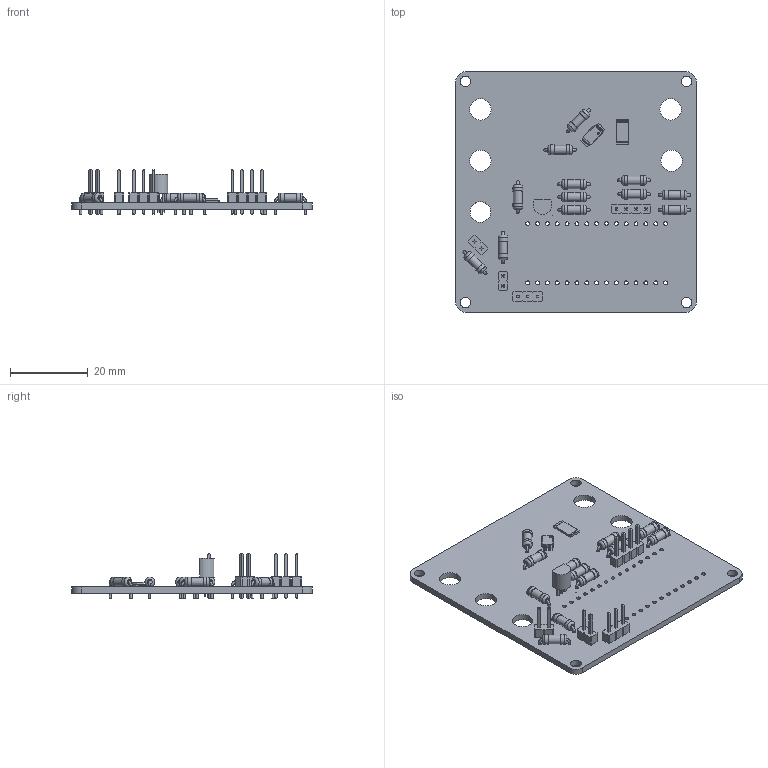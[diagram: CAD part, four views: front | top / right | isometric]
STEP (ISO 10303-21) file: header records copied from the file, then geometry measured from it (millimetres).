
FILE_DESCRIPTION(('KiCad electronic assembly'),'2;1');
FILE_NAME('Controller 1.2.step','2024-12-02T19:05:09',('Pcbnew'),( 'Kicad'),'Open CASCADE STEP processor 7.8','KiCad to STEP converter' ,'Unknown');
FILE_SCHEMA(('AUTOMOTIVE_DESIGN { 1 0 10303 214 1 1 1 1 }'));
Length unit declared in the file: millimetre
Products named in the file (16): Controller 1.2 1; R_2512_6332Metric; R_Axial_DIN0207_L6.3mm_D2.5mm_P7.62mm_Horizontal; R_Axial_DIN0207_L63mm_D25mm_P762mm_Horizontal; PinHeader_1x02_P2.54mm_Vertical; PinHeader_1x02_P254mm_Vertical; TO-92_Inline; TO-92_Inline_Narrow; PinHeader_1x04_P2.54mm_Vertical; PinHeader_1x04_P254mm_Vertical; PinHeader_1x03_P2.54mm_Vertical; PinHeader_1x03_P254mm_Vertical; TSSOP-8_4.4x3mm_P0.65mm; TSSOP_8_44x3mm_P065mm; Controller 1.2_PCB
Assembly tree (27 placements, depth 3):
  Controller 1.2 1
    R_2512_6332Metric
      R_2512_6332Metric
    R_Axial_DIN0207_L6.3mm_D2.5mm_P7.62mm_Horizontal  x12
      R_Axial_DIN0207_L63mm_D25mm_P762mm_Horizontal
    PinHeader_1x02_P2.54mm_Vertical  x2
      PinHeader_1x02_P254mm_Vertical
    TO-92_Inline
      TO-92_Inline_Narrow
    PinHeader_1x04_P2.54mm_Vertical
      PinHeader_1x04_P254mm_Vertical
    PinHeader_1x03_P2.54mm_Vertical
      PinHeader_1x03_P254mm_Vertical
    TSSOP-8_4.4x3mm_P0.65mm
      TSSOP_8_44x3mm_P065mm
    Controller 1.2_PCB
Bounding box: 62 x 62 x 11.54 mm (x, y, z)
Volume: 6513.8 mm3; surface area: 9862.8 mm2
Topology: 20 solids, 20 shells, 749 faces, 1709 edges, 1074 vertices
Faces by surface type: plane 485, cylinder 184, torus 48, bspline 32
Full cylindrical faces by diameter (mm): 0.02 x1, 0.5 x1, 0.6 x24, 0.75 x3, 0.8 x24, 1 x41, 2.25 x12, 2.5 x24, 2.7 x4, 5.3 x1, 5.5 x4
Entity records: 19737 total; most frequent: CARTESIAN_POINT 3198, ORIENTED_EDGE 2668, DIRECTION 2620, EDGE_CURVE 1334, LINE 1036, VECTOR 1036, VERTEX_POINT 844, AXIS2_PLACEMENT_3D 792
